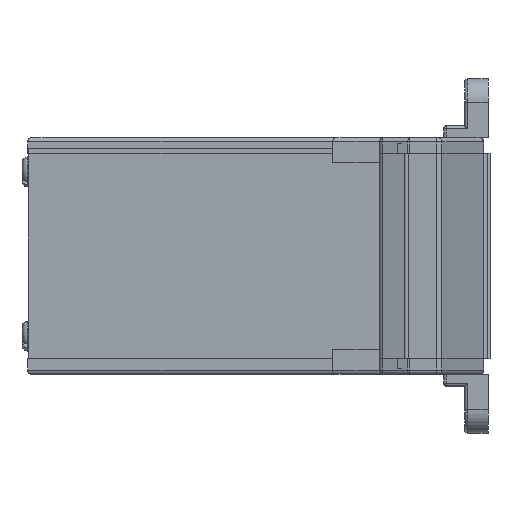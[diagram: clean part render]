
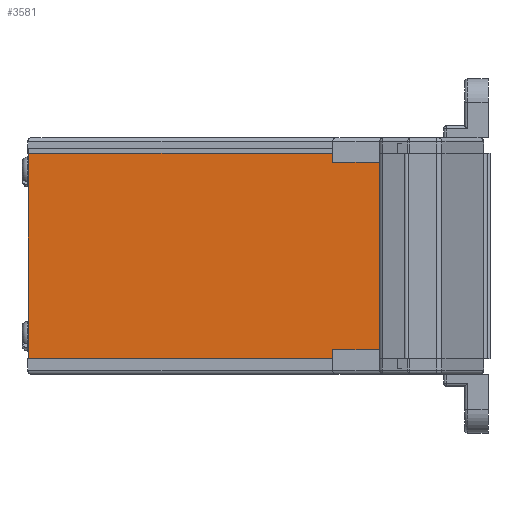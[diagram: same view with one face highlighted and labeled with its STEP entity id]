
A CAD part, left-side view. The second image highlights one B-rep face of the part: STEP entity #3581.
In plain terms, the highlighted planar face has unit normal (-1, 0, 0.002).
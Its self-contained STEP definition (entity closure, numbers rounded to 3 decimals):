
#1060 = PLANE ( 'NONE',  #2364 ) ;
#1780 = FACE_OUTER_BOUND ( 'NONE', #18674, .T. ) ;
#1952 = CARTESIAN_POINT ( 'NONE',  ( -35., 31., -35.8 ) ) ;
#2364 = AXIS2_PLACEMENT_3D ( 'NONE', #4351, #12158, #9219 ) ;
#2840 = CARTESIAN_POINT ( 'NONE',  ( -35., 31., -35.8 ) ) ;
#2965 = CARTESIAN_POINT ( 'NONE',  ( -35., 31., 0. ) ) ;
#3189 = VERTEX_POINT ( 'NONE', #2965 ) ;
#3246 = EDGE_CURVE ( 'NONE', #3189, #5830, #4303, .T. ) ;
#3581 = ADVANCED_FACE ( 'NONE', ( #1780 ), #1060, .T. ) ;
#4303 = LINE ( 'NONE', #8025, #19935 ) ;
#4351 = CARTESIAN_POINT ( 'NONE',  ( -35., 31., -35.8 ) ) ;
#4719 = LINE ( 'NONE', #2840, #19353 ) ;
#5004 = DIRECTION ( 'NONE',  ( 0., -1., 0. ) ) ;
#5250 = EDGE_CURVE ( 'NONE', #12182, #5337, #10958, .T. ) ;
#5337 = VERTEX_POINT ( 'NONE', #8210 ) ;
#5628 = ORIENTED_EDGE ( 'NONE', *, *, #5250, .T. ) ;
#5830 = VERTEX_POINT ( 'NONE', #11551 ) ;
#5982 = DIRECTION ( 'NONE',  ( 0., 0., 1. ) ) ;
#6092 = DIRECTION ( 'NONE',  ( 0., 0., 1. ) ) ;
#6112 = EDGE_CURVE ( 'NONE', #5337, #5830, #11443, .T. ) ;
#8025 = CARTESIAN_POINT ( 'NONE',  ( -35., 31., 0. ) ) ;
#8072 = ORIENTED_EDGE ( 'NONE', *, *, #3246, .F. ) ;
#8210 = CARTESIAN_POINT ( 'NONE',  ( -35., -31., -35.8 ) ) ;
#9219 = DIRECTION ( 'NONE',  ( 0., 0., 1. ) ) ;
#9894 = CARTESIAN_POINT ( 'NONE',  ( -35., 31., -35.8 ) ) ;
#10958 = LINE ( 'NONE', #1952, #18260 ) ;
#11443 = LINE ( 'NONE', #18994, #18222 ) ;
#11453 = EDGE_CURVE ( 'NONE', #12182, #3189, #4719, .T. ) ;
#11551 = CARTESIAN_POINT ( 'NONE',  ( -35., -31., 0. ) ) ;
#11575 = ORIENTED_EDGE ( 'NONE', *, *, #6112, .T. ) ;
#11606 = DIRECTION ( 'NONE',  ( 0., -1., 0. ) ) ;
#12158 = DIRECTION ( 'NONE',  ( -1., 0., 0. ) ) ;
#12182 = VERTEX_POINT ( 'NONE', #9894 ) ;
#16440 = ORIENTED_EDGE ( 'NONE', *, *, #11453, .F. ) ;
#18222 = VECTOR ( 'NONE', #6092, 1000. ) ;
#18260 = VECTOR ( 'NONE', #5004, 1000. ) ;
#18674 = EDGE_LOOP ( 'NONE', ( #8072, #16440, #5628, #11575 ) ) ;
#18994 = CARTESIAN_POINT ( 'NONE',  ( -35., -31., -35.8 ) ) ;
#19353 = VECTOR ( 'NONE', #5982, 1000. ) ;
#19935 = VECTOR ( 'NONE', #11606, 1000. ) ;
